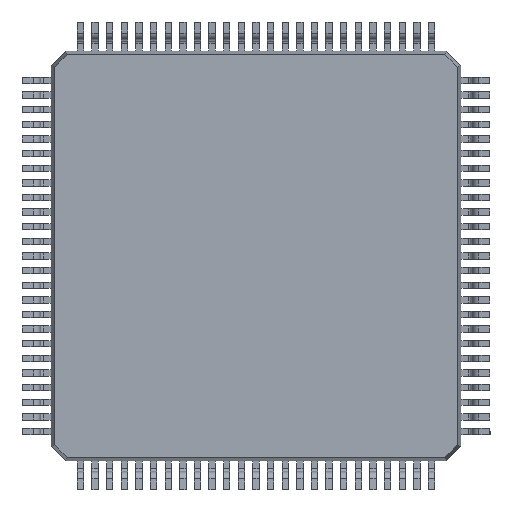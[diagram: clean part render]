
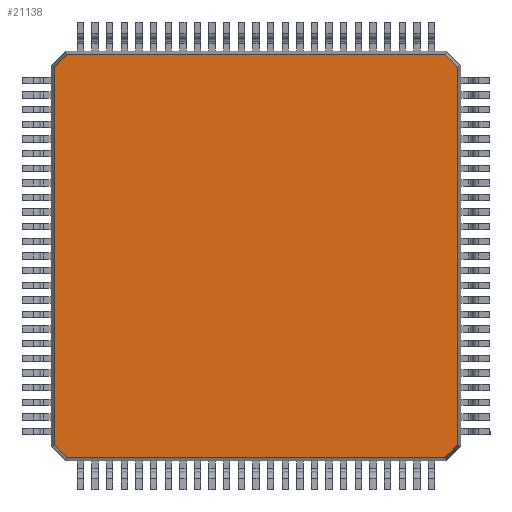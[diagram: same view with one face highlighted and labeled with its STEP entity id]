
A CAD part, front view. The second image highlights one B-rep face of the part: STEP entity #21138.
In plain terms, the highlighted planar face has unit normal (0, -1, 0).
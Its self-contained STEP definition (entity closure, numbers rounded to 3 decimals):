
#335 = CARTESIAN_POINT ( 'NONE',  ( 6.452, -0.725, -6.885 ) ) ;
#856 = DIRECTION ( 'NONE',  ( 0., 0., 1. ) ) ;
#1306 = EDGE_LOOP ( 'NONE', ( #12593, #23609, #8728, #3153, #30817, #31107, #32601, #19678 ) ) ;
#1559 = CARTESIAN_POINT ( 'NONE',  ( -6.885, -0.725, 6.452 ) ) ;
#1944 = CARTESIAN_POINT ( 'NONE',  ( 6.5, -0.725, 6.885 ) ) ;
#2843 = CARTESIAN_POINT ( 'NONE',  ( -6.885, -0.725, 6.5 ) ) ;
#3153 = ORIENTED_EDGE ( 'NONE', *, *, #39243, .T. ) ;
#3474 = VECTOR ( 'NONE', #31682, 1000. ) ;
#4568 = DIRECTION ( 'NONE',  ( 0.707, 0., -0.707 ) ) ;
#4721 = CARTESIAN_POINT ( 'NONE',  ( -6.919, -0.725, -6.419 ) ) ;
#5027 = VECTOR ( 'NONE', #21046, 1000. ) ;
#5044 = CARTESIAN_POINT ( 'NONE',  ( 6.885, -0.725, 6.452 ) ) ;
#5626 = LINE ( 'NONE', #38596, #8871 ) ;
#6503 = CARTESIAN_POINT ( 'NONE',  ( -6.452, -0.725, 6.885 ) ) ;
#7227 = VERTEX_POINT ( 'NONE', #5044 ) ;
#7279 = CARTESIAN_POINT ( 'NONE',  ( 6.419, -0.725, -6.919 ) ) ;
#7473 = EDGE_CURVE ( 'NONE', #7227, #28592, #35370, .T. ) ;
#8728 = ORIENTED_EDGE ( 'NONE', *, *, #20569, .T. ) ;
#8871 = VECTOR ( 'NONE', #856, 1000. ) ;
#9360 = DIRECTION ( 'NONE',  ( 0., -1., 0. ) ) ;
#9698 = CARTESIAN_POINT ( 'NONE',  ( 6.919, -0.725, 6.419 ) ) ;
#11468 = LINE ( 'NONE', #2843, #30157 ) ;
#12177 = VERTEX_POINT ( 'NONE', #40418 ) ;
#12593 = ORIENTED_EDGE ( 'NONE', *, *, #38781, .T. ) ;
#13110 = EDGE_CURVE ( 'NONE', #28592, #29944, #20082, .T. ) ;
#15797 = CARTESIAN_POINT ( 'NONE',  ( 0., -0.725, 0. ) ) ;
#15836 = VERTEX_POINT ( 'NONE', #34362 ) ;
#16090 = PLANE ( 'NONE',  #32869 ) ;
#16368 = VECTOR ( 'NONE', #4568, 1000. ) ;
#16706 = DIRECTION ( 'NONE',  ( -0.707, 0., 0.707 ) ) ;
#18116 = CARTESIAN_POINT ( 'NONE',  ( 6.885, -0.725, -6.452 ) ) ;
#18335 = EDGE_CURVE ( 'NONE', #29944, #31305, #39559, .T. ) ;
#19678 = ORIENTED_EDGE ( 'NONE', *, *, #36770, .T. ) ;
#20082 = LINE ( 'NONE', #1944, #27560 ) ;
#20569 = EDGE_CURVE ( 'NONE', #36344, #22483, #44137, .T. ) ;
#21046 = DIRECTION ( 'NONE',  ( 0.707, 0., 0.707 ) ) ;
#21138 = ADVANCED_FACE ( 'NONE', ( #29550 ), #16090, .T. ) ;
#22483 = VERTEX_POINT ( 'NONE', #18116 ) ;
#23609 = ORIENTED_EDGE ( 'NONE', *, *, #44313, .T. ) ;
#27560 = VECTOR ( 'NONE', #39104, 1000. ) ;
#28271 = VECTOR ( 'NONE', #44077, 1000. ) ;
#28592 = VERTEX_POINT ( 'NONE', #29796 ) ;
#29550 = FACE_OUTER_BOUND ( 'NONE', #1306, .T. ) ;
#29796 = CARTESIAN_POINT ( 'NONE',  ( 6.452, -0.725, 6.885 ) ) ;
#29944 = VERTEX_POINT ( 'NONE', #6503 ) ;
#30157 = VECTOR ( 'NONE', #33704, 1000. ) ;
#30529 = VECTOR ( 'NONE', #16706, 1000. ) ;
#30785 = CARTESIAN_POINT ( 'NONE',  ( -6.5, -0.725, -6.885 ) ) ;
#30817 = ORIENTED_EDGE ( 'NONE', *, *, #7473, .T. ) ;
#31107 = ORIENTED_EDGE ( 'NONE', *, *, #13110, .T. ) ;
#31305 = VERTEX_POINT ( 'NONE', #1559 ) ;
#31682 = DIRECTION ( 'NONE',  ( 1., 0., 0. ) ) ;
#32601 = ORIENTED_EDGE ( 'NONE', *, *, #18335, .T. ) ;
#32869 = AXIS2_PLACEMENT_3D ( 'NONE', #15797, #9360, #39872 ) ;
#33704 = DIRECTION ( 'NONE',  ( 0., 0., -1. ) ) ;
#34362 = CARTESIAN_POINT ( 'NONE',  ( -6.452, -0.725, -6.885 ) ) ;
#35370 = LINE ( 'NONE', #9698, #30529 ) ;
#36344 = VERTEX_POINT ( 'NONE', #335 ) ;
#36770 = EDGE_CURVE ( 'NONE', #31305, #12177, #11468, .T. ) ;
#38310 = LINE ( 'NONE', #30785, #3474 ) ;
#38596 = CARTESIAN_POINT ( 'NONE',  ( 6.885, -0.725, -6.5 ) ) ;
#38781 = EDGE_CURVE ( 'NONE', #12177, #15836, #43702, .T. ) ;
#39104 = DIRECTION ( 'NONE',  ( -1., 0., 0. ) ) ;
#39243 = EDGE_CURVE ( 'NONE', #22483, #7227, #5626, .T. ) ;
#39559 = LINE ( 'NONE', #44380, #28271 ) ;
#39872 = DIRECTION ( 'NONE',  ( 0., 0., -1. ) ) ;
#40418 = CARTESIAN_POINT ( 'NONE',  ( -6.885, -0.725, -6.452 ) ) ;
#43702 = LINE ( 'NONE', #4721, #16368 ) ;
#44077 = DIRECTION ( 'NONE',  ( -0.707, 0., -0.707 ) ) ;
#44137 = LINE ( 'NONE', #7279, #5027 ) ;
#44313 = EDGE_CURVE ( 'NONE', #15836, #36344, #38310, .T. ) ;
#44380 = CARTESIAN_POINT ( 'NONE',  ( -6.419, -0.725, 6.919 ) ) ;
